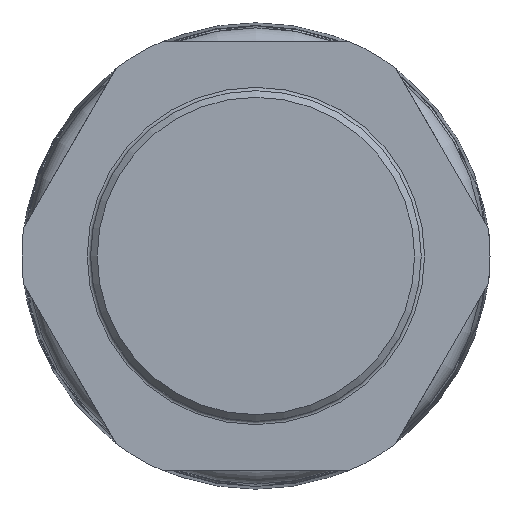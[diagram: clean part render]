
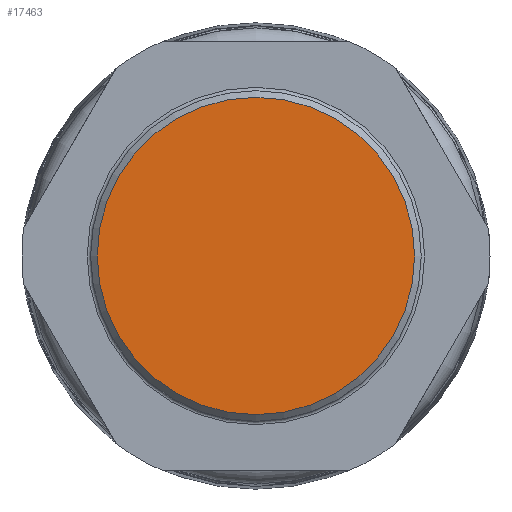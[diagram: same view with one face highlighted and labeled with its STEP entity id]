
A CAD part, left-side view. The second image highlights one B-rep face of the part: STEP entity #17463.
In plain terms, the highlighted planar face has unit normal (-1, 0, 0).
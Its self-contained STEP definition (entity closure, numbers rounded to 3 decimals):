
#1829=CIRCLE('',#19013,24.);
#1830=CIRCLE('',#19014,24.);
#3011=FACE_OUTER_BOUND('',#3986,.T.);
#3986=EDGE_LOOP('',(#15049,#15050));
#8005=VERTEX_POINT('',#34047);
#8006=VERTEX_POINT('',#34048);
#10427=EDGE_CURVE('',#8005,#8006,#1829,.T.);
#10428=EDGE_CURVE('',#8006,#8005,#1830,.T.);
#15049=ORIENTED_EDGE('',*,*,#10427,.F.);
#15050=ORIENTED_EDGE('',*,*,#10428,.F.);
#16665=PLANE('',#19012);
#17463=ADVANCED_FACE('',(#3011),#16665,.T.);
#19012=AXIS2_PLACEMENT_3D('',#34046,#22628,#22629);
#19013=AXIS2_PLACEMENT_3D('',#34049,#22630,#22631);
#19014=AXIS2_PLACEMENT_3D('',#34050,#22632,#22633);
#22628=DIRECTION('center_axis',(-1.,0.,0.));
#22629=DIRECTION('ref_axis',(0.,1.,0.));
#22630=DIRECTION('center_axis',(1.,0.,0.));
#22631=DIRECTION('ref_axis',(0.,-1.,0.));
#22632=DIRECTION('center_axis',(1.,0.,0.));
#22633=DIRECTION('ref_axis',(0.,-1.,0.));
#34046=CARTESIAN_POINT('Origin',(-69.05,0.,-24.));
#34047=CARTESIAN_POINT('',(-69.05,0.,-24.));
#34048=CARTESIAN_POINT('',(-69.05,0.,24.));
#34049=CARTESIAN_POINT('Origin',(-69.05,0.,0.));
#34050=CARTESIAN_POINT('Origin',(-69.05,0.,0.));
